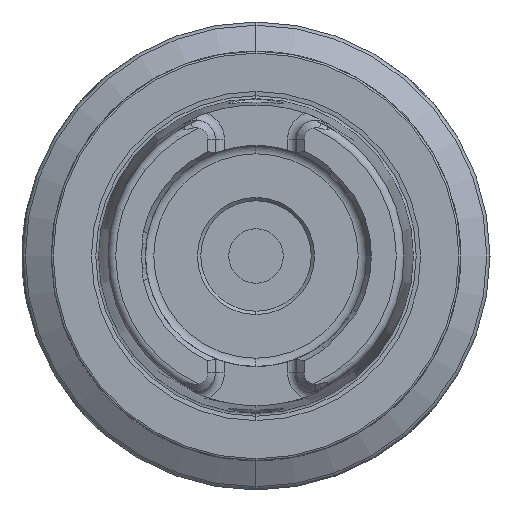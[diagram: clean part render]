
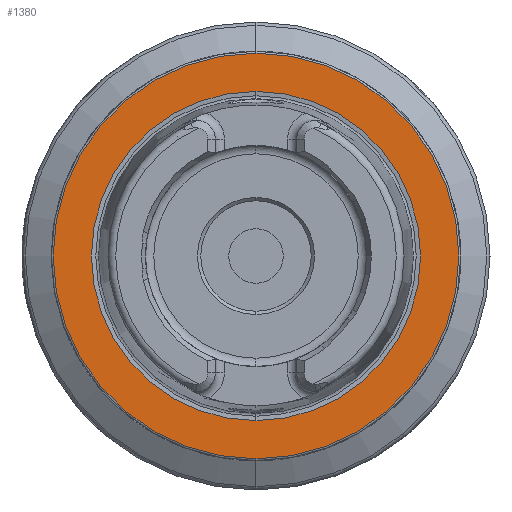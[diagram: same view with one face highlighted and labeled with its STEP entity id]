
A CAD part, left-side view. The second image highlights one B-rep face of the part: STEP entity #1380.
In plain terms, the highlighted planar face has unit normal (-1, 0, 0).
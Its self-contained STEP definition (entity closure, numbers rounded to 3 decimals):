
#21 = EDGE_LOOP ( 'NONE', ( #13998, #768 ) ) ;
#29 = EDGE_LOOP ( 'NONE', ( #8265, #2758 ) ) ;
#768 = ORIENTED_EDGE ( 'NONE', *, *, #4614, .F. ) ;
#1380 = ADVANCED_FACE ( 'NONE', ( #5454, #14076 ), #6568, .F. ) ;
#1454 = VERTEX_POINT ( 'NONE', #10319 ) ;
#1465 = DIRECTION ( 'NONE',  ( -1., 0., 0. ) ) ;
#1760 = AXIS2_PLACEMENT_3D ( 'NONE', #6271, #7394, #8524 ) ;
#2052 = CARTESIAN_POINT ( 'NONE',  ( 0., 0., 0. ) ) ;
#2251 = CIRCLE ( 'NONE', #12583, 25.324 ) ;
#2498 = VERTEX_POINT ( 'NONE', #3194 ) ;
#2526 = DIRECTION ( 'NONE',  ( 1., 0., 0. ) ) ;
#2758 = ORIENTED_EDGE ( 'NONE', *, *, #9308, .T. ) ;
#3194 = CARTESIAN_POINT ( 'NONE',  ( 0., 0., 25.324 ) ) ;
#3274 = DIRECTION ( 'NONE',  ( 0., 0., -1. ) ) ;
#3863 = VERTEX_POINT ( 'NONE', #9387 ) ;
#4552 = CARTESIAN_POINT ( 'NONE',  ( 0., 0., 0. ) ) ;
#4614 = EDGE_CURVE ( 'NONE', #3863, #2498, #2251, .T. ) ;
#4739 = CARTESIAN_POINT ( 'NONE',  ( 0., 0., 0. ) ) ;
#5454 = FACE_BOUND ( 'NONE', #21, .T. ) ;
#5691 = DIRECTION ( 'NONE',  ( 0., 0., 1. ) ) ;
#5769 = VERTEX_POINT ( 'NONE', #6953 ) ;
#5956 = DIRECTION ( 'NONE',  ( 0., 0., 1. ) ) ;
#6271 = CARTESIAN_POINT ( 'NONE',  ( 0., 0., 0. ) ) ;
#6568 = PLANE ( 'NONE',  #14437 ) ;
#6953 = CARTESIAN_POINT ( 'NONE',  ( 0., 0., 31.2 ) ) ;
#6969 = CIRCLE ( 'NONE', #1760, 31.2 ) ;
#7394 = DIRECTION ( 'NONE',  ( -1., 0., 0. ) ) ;
#7461 = CIRCLE ( 'NONE', #13492, 31.2 ) ;
#7552 = EDGE_CURVE ( 'NONE', #5769, #1454, #6969, .T. ) ;
#8265 = ORIENTED_EDGE ( 'NONE', *, *, #7552, .T. ) ;
#8524 = DIRECTION ( 'NONE',  ( 0., 0., 1. ) ) ;
#8875 = DIRECTION ( 'NONE',  ( 0., 0., 1. ) ) ;
#9188 = DIRECTION ( 'NONE',  ( -1., 0., 0. ) ) ;
#9308 = EDGE_CURVE ( 'NONE', #1454, #5769, #7461, .T. ) ;
#9387 = CARTESIAN_POINT ( 'NONE',  ( 0., 0., -25.324 ) ) ;
#9908 = DIRECTION ( 'NONE',  ( -1., 0., 0. ) ) ;
#10319 = CARTESIAN_POINT ( 'NONE',  ( 0., 0., -31.2 ) ) ;
#11759 = EDGE_CURVE ( 'NONE', #2498, #3863, #14256, .T. ) ;
#12583 = AXIS2_PLACEMENT_3D ( 'NONE', #4552, #9188, #5691 ) ;
#13303 = AXIS2_PLACEMENT_3D ( 'NONE', #4739, #1465, #5956 ) ;
#13492 = AXIS2_PLACEMENT_3D ( 'NONE', #2052, #9908, #8875 ) ;
#13998 = ORIENTED_EDGE ( 'NONE', *, *, #11759, .F. ) ;
#14076 = FACE_OUTER_BOUND ( 'NONE', #29, .T. ) ;
#14256 = CIRCLE ( 'NONE', #13303, 25.324 ) ;
#14436 = CARTESIAN_POINT ( 'NONE',  ( 0., 31.2, 0. ) ) ;
#14437 = AXIS2_PLACEMENT_3D ( 'NONE', #14436, #2526, #3274 ) ;
